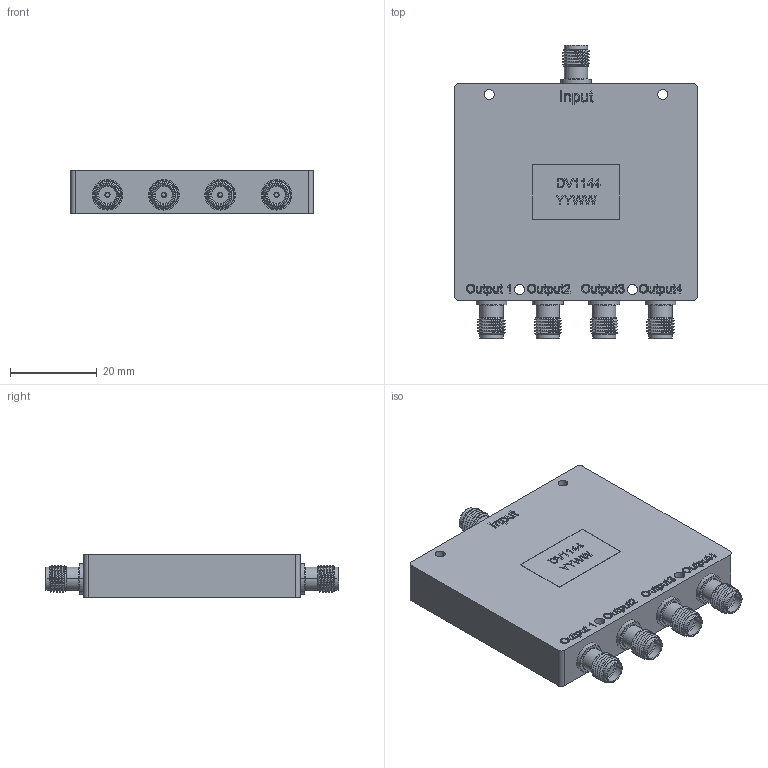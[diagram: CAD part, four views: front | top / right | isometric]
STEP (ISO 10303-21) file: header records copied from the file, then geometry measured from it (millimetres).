
FILE_DESCRIPTION (( 'STEP AP214' ), '1' );
FILE_NAME ('FMDV1144_3D.step', '2023-03-08T23:08:09', ( '' ), ( '' ), 'SwSTEP 2.0', 'SolidWorks 2022', '' );
FILE_SCHEMA (( 'AUTOMOTIVE_DESIGN' ));
Length unit declared in the file: inch
Products named in the file (1): FMDV1144_3D
Bounding box: 56 x 67.7 x 10.08 mm (x, y, z)
Volume: 28822.9 mm3; surface area: 9248.8 mm2
Topology: 1 solids, 1 shells, 874 faces, 2290 edges, 1515 vertices
Faces by surface type: plane 445, bspline 237, cylinder 122, cone 60, torus 10
Entity records: 43744 total; most frequent: CARTESIAN_POINT 23939, ORIENTED_EDGE 4580, DIRECTION 3191, EDGE_CURVE 2290, VERTEX_POINT 1515, VECTOR 1427, LINE 1427, EDGE_LOOP 979
